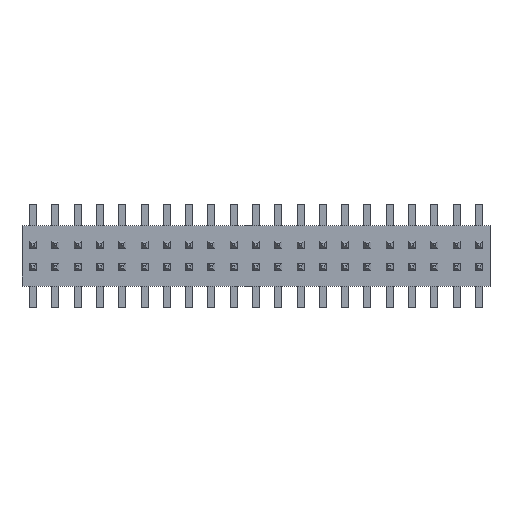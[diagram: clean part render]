
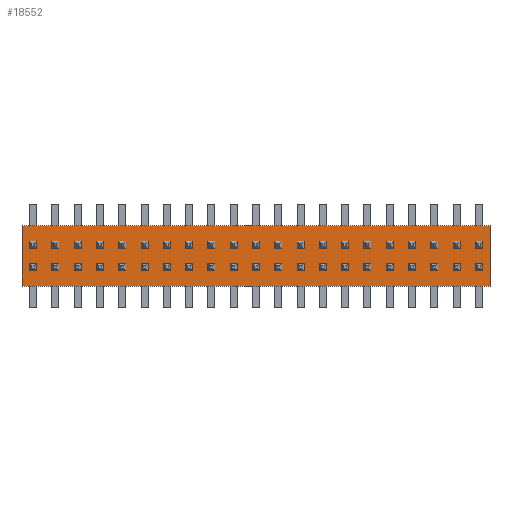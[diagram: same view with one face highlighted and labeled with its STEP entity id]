
A CAD part, top view. The second image highlights one B-rep face of the part: STEP entity #18552.
In plain terms, the highlighted face is planar.
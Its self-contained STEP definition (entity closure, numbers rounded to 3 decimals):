
#18420 = EDGE_CURVE('',#18421,#18423,#18425,.T.);
#18421 = VERTEX_POINT('',#18422);
#18422 = CARTESIAN_POINT('',(-13.335,1.753,-1.715));
#18423 = VERTEX_POINT('',#18424);
#18424 = CARTESIAN_POINT('',(-13.335,1.753,1.715));
#18425 = LINE('',#18426,#18427);
#18426 = CARTESIAN_POINT('',(-13.335,1.753,-1.715));
#18427 = VECTOR('',#18428,1.);
#18428 = DIRECTION('',(0.,0.,1.));
#18460 = EDGE_CURVE('',#18423,#18461,#18463,.T.);
#18461 = VERTEX_POINT('',#18462);
#18462 = CARTESIAN_POINT('',(13.335,1.753,1.715));
#18463 = LINE('',#18464,#18465);
#18464 = CARTESIAN_POINT('',(-13.335,1.753,1.715));
#18465 = VECTOR('',#18466,1.);
#18466 = DIRECTION('',(1.,0.,0.));
#18491 = EDGE_CURVE('',#18461,#18492,#18494,.T.);
#18492 = VERTEX_POINT('',#18493);
#18493 = CARTESIAN_POINT('',(13.335,1.753,-1.715));
#18494 = LINE('',#18495,#18496);
#18495 = CARTESIAN_POINT('',(13.335,1.753,1.715));
#18496 = VECTOR('',#18497,1.);
#18497 = DIRECTION('',(0.,0.,-1.));
#18522 = EDGE_CURVE('',#18492,#18421,#18523,.T.);
#18523 = LINE('',#18524,#18525);
#18524 = CARTESIAN_POINT('',(13.335,1.753,-1.715));
#18525 = VECTOR('',#18526,1.);
#18526 = DIRECTION('',(-1.,0.,0.));
#18552 = ADVANCED_FACE('',(#18553),#18559,.T.);
#18553 = FACE_BOUND('',#18554,.T.);
#18554 = EDGE_LOOP('',(#18555,#18556,#18557,#18558));
#18555 = ORIENTED_EDGE('',*,*,#18420,.T.);
#18556 = ORIENTED_EDGE('',*,*,#18460,.T.);
#18557 = ORIENTED_EDGE('',*,*,#18491,.T.);
#18558 = ORIENTED_EDGE('',*,*,#18522,.T.);
#18559 = PLANE('',#18560);
#18560 = AXIS2_PLACEMENT_3D('',#18561,#18562,#18563);
#18561 = CARTESIAN_POINT('',(0.,1.753,0.));
#18562 = DIRECTION('',(0.,1.,0.));
#18563 = DIRECTION('',(0.,-0.,1.));
